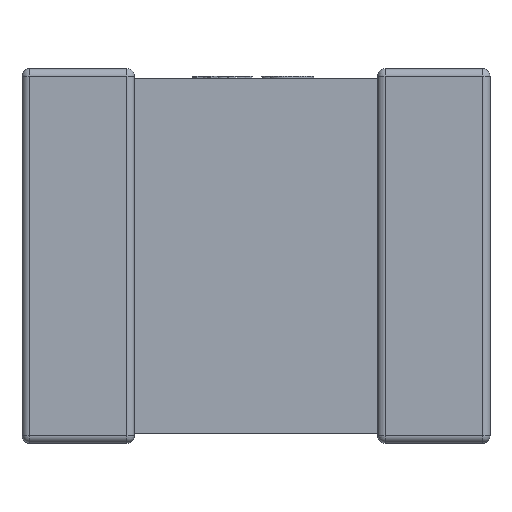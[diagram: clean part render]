
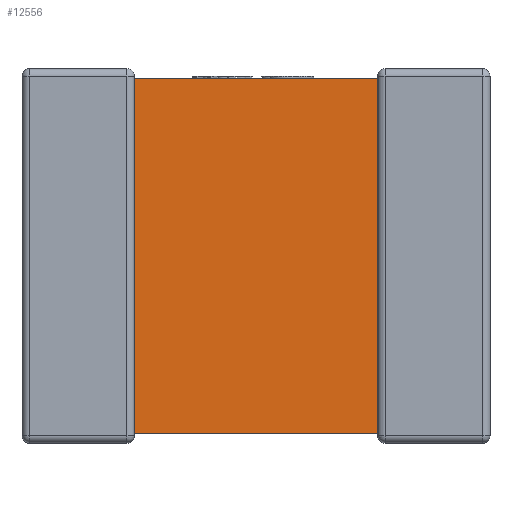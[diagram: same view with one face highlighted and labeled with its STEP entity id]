
A CAD part, top view. The second image highlights one B-rep face of the part: STEP entity #12556.
In plain terms, the highlighted planar face has unit normal (0, 0, 1).
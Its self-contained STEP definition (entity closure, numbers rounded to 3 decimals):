
#250 = EDGE_CURVE ( 'NONE', #6997, #10399, #12178, .T. ) ;
#644 = CARTESIAN_POINT ( 'NONE',  ( 0.65, -1.244, 0.65 ) ) ;
#808 = FACE_OUTER_BOUND ( 'NONE', #8996, .T. ) ;
#2061 = CARTESIAN_POINT ( 'NONE',  ( -0.65, 0.95, 0.65 ) ) ;
#2073 = ORIENTED_EDGE ( 'NONE', *, *, #250, .T. ) ;
#2673 = VERTEX_POINT ( 'NONE', #2061 ) ;
#2784 = ORIENTED_EDGE ( 'NONE', *, *, #5502, .F. ) ;
#2886 = DIRECTION ( 'NONE',  ( 1., 0., 0. ) ) ;
#2917 = EDGE_CURVE ( 'NONE', #2673, #14537, #6179, .T. ) ;
#3675 = DIRECTION ( 'NONE',  ( 0., 0., -1. ) ) ;
#3804 = VECTOR ( 'NONE', #3891, 1000. ) ;
#3891 = DIRECTION ( 'NONE',  ( 0., -1., 0. ) ) ;
#5502 = EDGE_CURVE ( 'NONE', #2673, #10399, #12266, .T. ) ;
#6179 = LINE ( 'NONE', #10974, #3804 ) ;
#6560 = VECTOR ( 'NONE', #12045, 1000. ) ;
#6715 = PLANE ( 'NONE',  #10498 ) ;
#6997 = VERTEX_POINT ( 'NONE', #8989 ) ;
#7197 = VECTOR ( 'NONE', #2886, 1000. ) ;
#7614 = ORIENTED_EDGE ( 'NONE', *, *, #2917, .T. ) ;
#7787 = LINE ( 'NONE', #10130, #11706 ) ;
#8732 = CARTESIAN_POINT ( 'NONE',  ( -0.65, 0.95, 0.65 ) ) ;
#8989 = CARTESIAN_POINT ( 'NONE',  ( 0.65, -0.95, 0.65 ) ) ;
#8996 = EDGE_LOOP ( 'NONE', ( #2073, #2784, #7614, #11765 ) ) ;
#9118 = DIRECTION ( 'NONE',  ( -1., 0., 0. ) ) ;
#9719 = CARTESIAN_POINT ( 'NONE',  ( -0.65, -0.95, 0.65 ) ) ;
#10088 = CARTESIAN_POINT ( 'NONE',  ( 0.65, 0.95, 0.65 ) ) ;
#10130 = CARTESIAN_POINT ( 'NONE',  ( -0.65, -0.95, 0.65 ) ) ;
#10399 = VERTEX_POINT ( 'NONE', #10088 ) ;
#10498 = AXIS2_PLACEMENT_3D ( 'NONE', #13041, #3675, #14333 ) ;
#10974 = CARTESIAN_POINT ( 'NONE',  ( -0.65, -1.244, 0.65 ) ) ;
#11706 = VECTOR ( 'NONE', #9118, 1000. ) ;
#11765 = ORIENTED_EDGE ( 'NONE', *, *, #12658, .F. ) ;
#12045 = DIRECTION ( 'NONE',  ( 0., 1., 0. ) ) ;
#12178 = LINE ( 'NONE', #644, #6560 ) ;
#12266 = LINE ( 'NONE', #8732, #7197 ) ;
#12556 = ADVANCED_FACE ( 'NONE', ( #808 ), #6715, .F. ) ;
#12658 = EDGE_CURVE ( 'NONE', #6997, #14537, #7787, .T. ) ;
#13041 = CARTESIAN_POINT ( 'NONE',  ( 0., 0., 0.65 ) ) ;
#14333 = DIRECTION ( 'NONE',  ( -1., 0., 0. ) ) ;
#14537 = VERTEX_POINT ( 'NONE', #9719 ) ;
